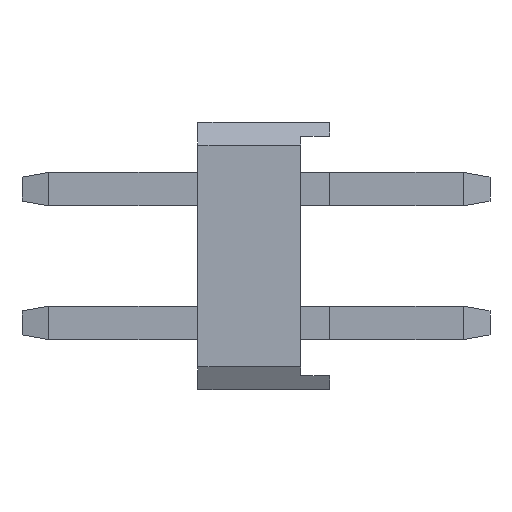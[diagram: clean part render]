
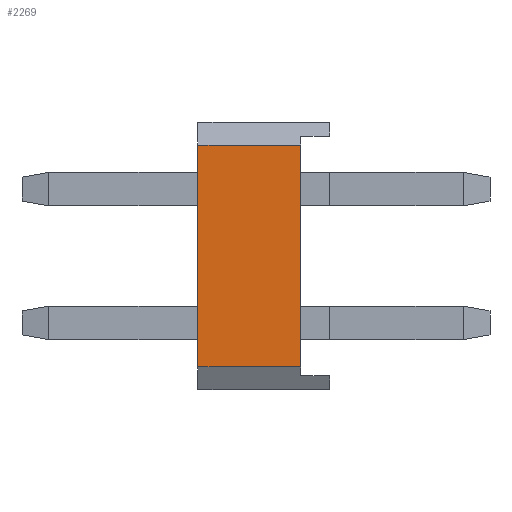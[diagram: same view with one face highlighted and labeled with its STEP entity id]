
A CAD part, left-side view. The second image highlights one B-rep face of the part: STEP entity #2269.
In plain terms, the highlighted planar face has unit normal (-1, 0, 0).
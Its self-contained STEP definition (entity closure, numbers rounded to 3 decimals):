
#6 = CARTESIAN_POINT ( 'NONE',  ( -8.89, 0.55, 2.107 ) ) ;
#77 = CARTESIAN_POINT ( 'NONE',  ( -8.89, 2.5, -2.107 ) ) ;
#135 = ORIENTED_EDGE ( 'NONE', *, *, #2511, .T. ) ;
#174 = DIRECTION ( 'NONE',  ( 0., 0., -1. ) ) ;
#329 = VECTOR ( 'NONE', #3457, 1000. ) ;
#428 = VERTEX_POINT ( 'NONE', #3070 ) ;
#810 = VERTEX_POINT ( 'NONE', #5939 ) ;
#823 = LINE ( 'NONE', #3641, #1524 ) ;
#862 = LINE ( 'NONE', #4612, #4025 ) ;
#867 = ORIENTED_EDGE ( 'NONE', *, *, #2092, .F. ) ;
#1167 = PLANE ( 'NONE',  #5933 ) ;
#1524 = VECTOR ( 'NONE', #2715, 1000. ) ;
#1755 = VERTEX_POINT ( 'NONE', #6 ) ;
#2092 = EDGE_CURVE ( 'NONE', #2334, #428, #862, .T. ) ;
#2269 = ADVANCED_FACE ( 'NONE', ( #5877 ), #1167, .F. ) ;
#2334 = VERTEX_POINT ( 'NONE', #4414 ) ;
#2426 = LINE ( 'NONE', #77, #3163 ) ;
#2454 = DIRECTION ( 'NONE',  ( 0., -1., 0. ) ) ;
#2511 = EDGE_CURVE ( 'NONE', #2334, #810, #2426, .T. ) ;
#2715 = DIRECTION ( 'NONE',  ( 0., -1., 0. ) ) ;
#2942 = CARTESIAN_POINT ( 'NONE',  ( -8.89, 0.55, 2.275 ) ) ;
#3067 = EDGE_LOOP ( 'NONE', ( #4794, #5657, #867, #135 ) ) ;
#3070 = CARTESIAN_POINT ( 'NONE',  ( -8.89, 2.5, 2.107 ) ) ;
#3163 = VECTOR ( 'NONE', #2454, 1000. ) ;
#3457 = DIRECTION ( 'NONE',  ( 0., 0., 1. ) ) ;
#3517 = CARTESIAN_POINT ( 'NONE',  ( -8.89, 2.5, 2.107 ) ) ;
#3641 = CARTESIAN_POINT ( 'NONE',  ( -8.89, 2.5, 2.107 ) ) ;
#4025 = VECTOR ( 'NONE', #6008, 1000. ) ;
#4414 = CARTESIAN_POINT ( 'NONE',  ( -8.89, 2.5, -2.107 ) ) ;
#4612 = CARTESIAN_POINT ( 'NONE',  ( -8.89, 2.5, 2.107 ) ) ;
#4794 = ORIENTED_EDGE ( 'NONE', *, *, #4947, .T. ) ;
#4943 = LINE ( 'NONE', #2942, #329 ) ;
#4947 = EDGE_CURVE ( 'NONE', #810, #1755, #4943, .T. ) ;
#5004 = DIRECTION ( 'NONE',  ( 1., 0., 0. ) ) ;
#5072 = EDGE_CURVE ( 'NONE', #428, #1755, #823, .T. ) ;
#5657 = ORIENTED_EDGE ( 'NONE', *, *, #5072, .F. ) ;
#5877 = FACE_OUTER_BOUND ( 'NONE', #3067, .T. ) ;
#5933 = AXIS2_PLACEMENT_3D ( 'NONE', #3517, #5004, #174 ) ;
#5939 = CARTESIAN_POINT ( 'NONE',  ( -8.89, 0.55, -2.107 ) ) ;
#6008 = DIRECTION ( 'NONE',  ( 0., 0., 1. ) ) ;
